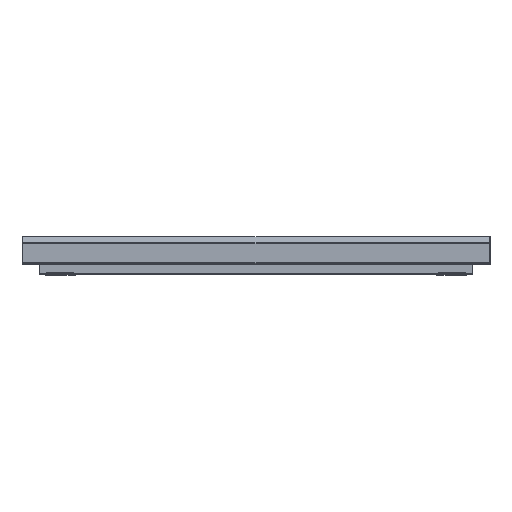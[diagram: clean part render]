
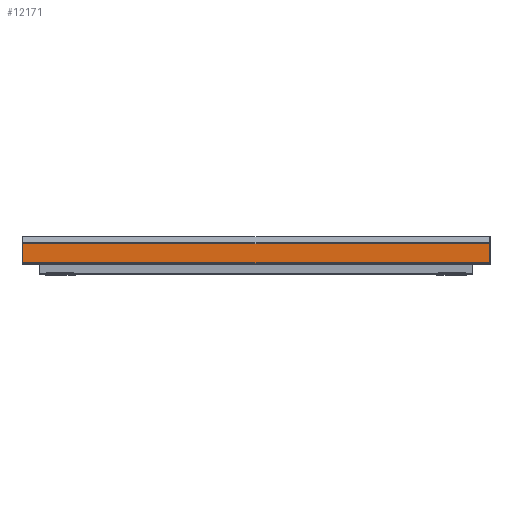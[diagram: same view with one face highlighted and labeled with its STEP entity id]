
A CAD part, top view. The second image highlights one B-rep face of the part: STEP entity #12171.
In plain terms, the highlighted planar face has unit normal (0, 0, 1).
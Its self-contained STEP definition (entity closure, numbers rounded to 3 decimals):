
#210 = CARTESIAN_POINT ( 'NONE',  ( -627.5, -19.054, 343. ) ) ;
#952 = VECTOR ( 'NONE', #8301, 1000. ) ;
#1693 = LINE ( 'NONE', #6507, #9819 ) ;
#1765 = DIRECTION ( 'NONE',  ( 0., -1., 0. ) ) ;
#1917 = EDGE_CURVE ( 'NONE', #10753, #7392, #2789, .T. ) ;
#2117 = ORIENTED_EDGE ( 'NONE', *, *, #8796, .F. ) ;
#2184 = CARTESIAN_POINT ( 'NONE',  ( 627.5, -19.054, 343. ) ) ;
#2434 = DIRECTION ( 'NONE',  ( 1., 0., 0. ) ) ;
#2789 = LINE ( 'NONE', #2860, #11081 ) ;
#2860 = CARTESIAN_POINT ( 'NONE',  ( -627.5, -19.054, 343. ) ) ;
#3369 = DIRECTION ( 'NONE',  ( 0., -1., 0. ) ) ;
#3543 = EDGE_LOOP ( 'NONE', ( #3614, #2117, #8376, #14441 ) ) ;
#3614 = ORIENTED_EDGE ( 'NONE', *, *, #4760, .T. ) ;
#3642 = CARTESIAN_POINT ( 'NONE',  ( -627.5, -19.054, 343. ) ) ;
#4760 = EDGE_CURVE ( 'NONE', #7392, #8843, #1693, .T. ) ;
#4831 = LINE ( 'NONE', #3642, #952 ) ;
#5324 = DIRECTION ( 'NONE',  ( 1., 0., 0. ) ) ;
#6507 = CARTESIAN_POINT ( 'NONE',  ( -627.5, -69.906, 343. ) ) ;
#7392 = VERTEX_POINT ( 'NONE', #15030 ) ;
#7914 = CARTESIAN_POINT ( 'NONE',  ( -627.5, -19.054, 343. ) ) ;
#8301 = DIRECTION ( 'NONE',  ( 1., 0., 0. ) ) ;
#8376 = ORIENTED_EDGE ( 'NONE', *, *, #13645, .F. ) ;
#8442 = FACE_OUTER_BOUND ( 'NONE', #3543, .T. ) ;
#8796 = EDGE_CURVE ( 'NONE', #11807, #8843, #15522, .T. ) ;
#8843 = VERTEX_POINT ( 'NONE', #9279 ) ;
#9279 = CARTESIAN_POINT ( 'NONE',  ( 627.5, -69.906, 343. ) ) ;
#9819 = VECTOR ( 'NONE', #5324, 1000. ) ;
#10456 = CARTESIAN_POINT ( 'NONE',  ( 627.5, -19.054, 343. ) ) ;
#10517 = AXIS2_PLACEMENT_3D ( 'NONE', #7914, #13249, #2434 ) ;
#10753 = VERTEX_POINT ( 'NONE', #210 ) ;
#11081 = VECTOR ( 'NONE', #1765, 1000. ) ;
#11807 = VERTEX_POINT ( 'NONE', #10456 ) ;
#12171 = ADVANCED_FACE ( 'NONE', ( #8442 ), #15337, .T. ) ;
#12755 = VECTOR ( 'NONE', #3369, 1000. ) ;
#13249 = DIRECTION ( 'NONE',  ( 0., 0., 1. ) ) ;
#13645 = EDGE_CURVE ( 'NONE', #10753, #11807, #4831, .T. ) ;
#14441 = ORIENTED_EDGE ( 'NONE', *, *, #1917, .T. ) ;
#15030 = CARTESIAN_POINT ( 'NONE',  ( -627.5, -69.906, 343. ) ) ;
#15337 = PLANE ( 'NONE',  #10517 ) ;
#15522 = LINE ( 'NONE', #2184, #12755 ) ;
